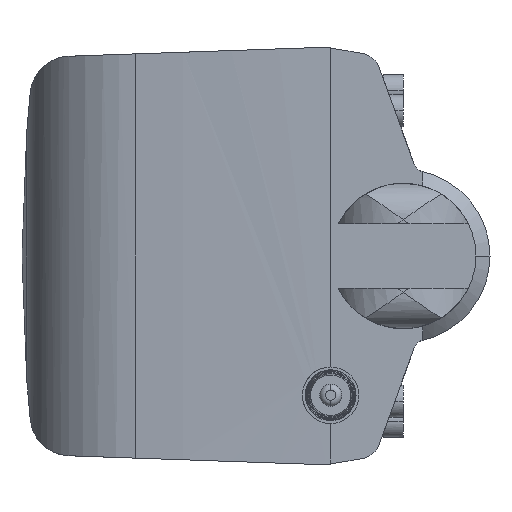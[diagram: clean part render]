
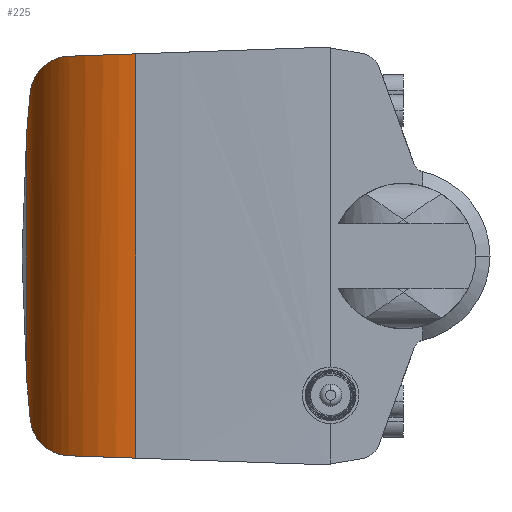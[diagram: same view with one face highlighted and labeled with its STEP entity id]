
A CAD part, left-side view. The second image highlights one B-rep face of the part: STEP entity #225.
In plain terms, the highlighted cylindrical face has radius 30 mm (diameter 60 mm), a partial arc.
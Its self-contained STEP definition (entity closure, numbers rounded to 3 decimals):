
#225 = ADVANCED_FACE( '', ( #503 ), #504, .T. );
#503 = FACE_OUTER_BOUND( '', #833, .T. );
#504 = CYLINDRICAL_SURFACE( '', #834, 30. );
#833 = EDGE_LOOP( '', ( #1728, #1729, #1730, #1731, #1732, #1733, #1734, #1735 ) );
#834 = AXIS2_PLACEMENT_3D( '', #1736, #1737, #1738 );
#1728 = ORIENTED_EDGE( '', *, *, #2385, .F. );
#1729 = ORIENTED_EDGE( '', *, *, #2386, .F. );
#1730 = ORIENTED_EDGE( '', *, *, #2387, .F. );
#1731 = ORIENTED_EDGE( '', *, *, #2341, .F. );
#1732 = ORIENTED_EDGE( '', *, *, #2388, .F. );
#1733 = ORIENTED_EDGE( '', *, *, #2389, .F. );
#1734 = ORIENTED_EDGE( '', *, *, #2390, .F. );
#1735 = ORIENTED_EDGE( '', *, *, #2383, .T. );
#1736 = CARTESIAN_POINT( '', ( 68.197, 63.394, 51.75 ) );
#1737 = DIRECTION( '', ( 0., 0., 1. ) );
#1738 = DIRECTION( '', ( -0.995, 0.097, 0. ) );
#2341 = EDGE_CURVE( '', #2873, #2875, #2876, .T. );
#2383 = EDGE_CURVE( '', #2941, #2938, #2942, .T. );
#2385 = EDGE_CURVE( '', #2944, #2938, #2945, .T. );
#2386 = EDGE_CURVE( '', #2946, #2944, #2947, .T. );
#2387 = EDGE_CURVE( '', #2875, #2946, #2948, .T. );
#2388 = EDGE_CURVE( '', #2949, #2873, #2950, .T. );
#2389 = EDGE_CURVE( '', #2951, #2949, #2952, .T. );
#2390 = EDGE_CURVE( '', #2941, #2951, #2953, .T. );
#2873 = VERTEX_POINT( '', #3776 );
#2875 = VERTEX_POINT( '', #3778 );
#2876 = LINE( '', #3779, #3780 );
#2938 = VERTEX_POINT( '', #3953 );
#2941 = VERTEX_POINT( '', #3967 );
#2942 = LINE( '', #3968, #3969 );
#2944 = VERTEX_POINT( '', #3982 );
#2945 = B_SPLINE_CURVE_WITH_KNOTS( '', 3, ( #3983, #3984, #3985, #3986, #3987, #3988, #3989, #3990, #3991, #3992, #3993, #3994, #3995, #3996 ), .UNSPECIFIED., .F., .F., ( 4, 2, 2, 2, 2, 2, 4 ), ( 1.059, 2.669, 5.337, 8.006, 9.34, 10.675, 12. ), .UNSPECIFIED. );
#2946 = VERTEX_POINT( '', #3997 );
#2947 = B_SPLINE_CURVE_WITH_KNOTS( '', 3, ( #3998, #3999, #4000, #4001, #4002, #4003, #4004, #4005, #4006, #4007, #4008, #4009, #4010, #4011, #4012, #4013, #4014, #4015, #4016, #4017, #4018, #4019 ), .UNSPECIFIED., .F., .F., ( 4, 2, 2, 2, 2, 2, 2, 2, 2, 2, 4 ), ( 16.786, 19.496, 22.66, 25.824, 28.988, 30.484, 31.981, 33.477, 34.973, 36.415, 36.837 ), .UNSPECIFIED. );
#2948 = ELLIPSE( '', #4020, 30.018, 30. );
#2949 = VERTEX_POINT( '', #4021 );
#2950 = ELLIPSE( '', #4022, 30.018, 30. );
#2951 = VERTEX_POINT( '', #4023 );
#2952 = B_SPLINE_CURVE_WITH_KNOTS( '', 3, ( #4024, #4025, #4026, #4027, #4028, #4029, #4030, #4031, #4032, #4033, #4034, #4035, #4036, #4037, #4038, #4039, #4040, #4041, #4042, #4043, #4044, #4045 ), .UNSPECIFIED., .F., .F., ( 4, 2, 2, 2, 2, 2, 2, 2, 2, 2, 4 ), ( 38.856, 39.278, 40.719, 42.216, 43.712, 45.208, 46.705, 49.869, 53.032, 56.196, 58.906 ), .UNSPECIFIED. );
#2953 = B_SPLINE_CURVE_WITH_KNOTS( '', 3, ( #4046, #4047, #4048, #4049, #4050, #4051, #4052, #4053, #4054, #4055, #4056, #4057, #4058, #4059 ), .UNSPECIFIED., .F., .F., ( 4, 2, 2, 2, 2, 2, 4 ), ( 16.023, 17.348, 18.683, 20.017, 22.686, 25.354, 26.964 ), .UNSPECIFIED. );
#3776 = CARTESIAN_POINT( '', ( 38.338, 66.291, 50.099 ) );
#3778 = CARTESIAN_POINT( '', ( 38.338, 66.291, -50.099 ) );
#3779 = CARTESIAN_POINT( '', ( 38.338, 66.291, 51.75 ) );
#3780 = VECTOR( '', #4976, 1. );
#3953 = CARTESIAN_POINT( '', ( 66.345, 93.337, -30.541 ) );
#3967 = CARTESIAN_POINT( '', ( 66.345, 93.337, 30.541 ) );
#3968 = CARTESIAN_POINT( '', ( 66.345, 93.337, 51.75 ) );
#3969 = VECTOR( '', #5040, 1. );
#3982 = CARTESIAN_POINT( '', ( 60.725, 92.448, -40.536 ) );
#3983 = CARTESIAN_POINT( '', ( 60.725, 92.448, -40.536 ) );
#3984 = CARTESIAN_POINT( '', ( 60.928, 92.501, -40.022 ) );
#3985 = CARTESIAN_POINT( '', ( 61.14, 92.553, -39.498 ) );
#3986 = CARTESIAN_POINT( '', ( 61.725, 92.69, -38.093 ) );
#3987 = CARTESIAN_POINT( '', ( 62.113, 92.773, -37.205 ) );
#3988 = CARTESIAN_POINT( '', ( 62.937, 92.932, -35.459 ) );
#3989 = CARTESIAN_POINT( '', ( 63.372, 93.007, -34.6 ) );
#3990 = CARTESIAN_POINT( '', ( 64.075, 93.11, -33.379 ) );
#3991 = CARTESIAN_POINT( '', ( 64.318, 93.143, -32.983 ) );
#3992 = CARTESIAN_POINT( '', ( 64.826, 93.205, -32.224 ) );
#3993 = CARTESIAN_POINT( '', ( 65.092, 93.234, -31.859 ) );
#3994 = CARTESIAN_POINT( '', ( 65.658, 93.288, -31.18 ) );
#3995 = CARTESIAN_POINT( '', ( 65.984, 93.314, -30.834 ) );
#3996 = CARTESIAN_POINT( '', ( 66.345, 93.337, -30.541 ) );
#3997 = CARTESIAN_POINT( '', ( 45.361, 82.849, -49.52 ) );
#3998 = CARTESIAN_POINT( '', ( 45.361, 82.849, -49.52 ) );
#3999 = CARTESIAN_POINT( '', ( 45.951, 83.542, -49.496 ) );
#4000 = CARTESIAN_POINT( '', ( 46.586, 84.222, -49.4 ) );
#4001 = CARTESIAN_POINT( '', ( 48.036, 85.636, -49.054 ) );
#4002 = CARTESIAN_POINT( '', ( 48.864, 86.359, -48.782 ) );
#4003 = CARTESIAN_POINT( '', ( 50.566, 87.69, -48.106 ) );
#4004 = CARTESIAN_POINT( '', ( 51.441, 88.299, -47.703 ) );
#4005 = CARTESIAN_POINT( '', ( 53.182, 89.386, -46.811 ) );
#4006 = CARTESIAN_POINT( '', ( 54.048, 89.864, -46.323 ) );
#4007 = CARTESIAN_POINT( '', ( 55.268, 90.468, -45.576 ) );
#4008 = CARTESIAN_POINT( '', ( 55.679, 90.661, -45.315 ) );
#4009 = CARTESIAN_POINT( '', ( 56.513, 91.029, -44.758 ) );
#4010 = CARTESIAN_POINT( '', ( 56.936, 91.204, -44.462 ) );
#4011 = CARTESIAN_POINT( '', ( 57.771, 91.527, -43.842 ) );
#4012 = CARTESIAN_POINT( '', ( 58.182, 91.676, -43.518 ) );
#4013 = CARTESIAN_POINT( '', ( 58.961, 91.94, -42.845 ) );
#4014 = CARTESIAN_POINT( '', ( 59.33, 92.055, -42.497 ) );
#4015 = CARTESIAN_POINT( '', ( 59.976, 92.247, -41.787 ) );
#4016 = CARTESIAN_POINT( '', ( 60.299, 92.337, -41.379 ) );
#4017 = CARTESIAN_POINT( '', ( 60.609, 92.418, -40.805 ) );
#4018 = CARTESIAN_POINT( '', ( 60.672, 92.435, -40.672 ) );
#4019 = CARTESIAN_POINT( '', ( 60.725, 92.448, -40.536 ) );
#4020 = AXIS2_PLACEMENT_3D( '', #5041, #5042, #5043 );
#4021 = CARTESIAN_POINT( '', ( 45.361, 82.849, 49.52 ) );
#4022 = AXIS2_PLACEMENT_3D( '', #5044, #5045, #5046 );
#4023 = CARTESIAN_POINT( '', ( 60.725, 92.448, 40.536 ) );
#4024 = CARTESIAN_POINT( '', ( 60.725, 92.448, 40.536 ) );
#4025 = CARTESIAN_POINT( '', ( 60.672, 92.435, 40.672 ) );
#4026 = CARTESIAN_POINT( '', ( 60.609, 92.418, 40.805 ) );
#4027 = CARTESIAN_POINT( '', ( 60.299, 92.337, 41.379 ) );
#4028 = CARTESIAN_POINT( '', ( 59.976, 92.247, 41.787 ) );
#4029 = CARTESIAN_POINT( '', ( 59.33, 92.055, 42.497 ) );
#4030 = CARTESIAN_POINT( '', ( 58.961, 91.94, 42.845 ) );
#4031 = CARTESIAN_POINT( '', ( 58.182, 91.676, 43.518 ) );
#4032 = CARTESIAN_POINT( '', ( 57.771, 91.527, 43.842 ) );
#4033 = CARTESIAN_POINT( '', ( 56.936, 91.204, 44.462 ) );
#4034 = CARTESIAN_POINT( '', ( 56.513, 91.029, 44.758 ) );
#4035 = CARTESIAN_POINT( '', ( 55.679, 90.661, 45.315 ) );
#4036 = CARTESIAN_POINT( '', ( 55.268, 90.468, 45.576 ) );
#4037 = CARTESIAN_POINT( '', ( 54.048, 89.864, 46.323 ) );
#4038 = CARTESIAN_POINT( '', ( 53.182, 89.386, 46.811 ) );
#4039 = CARTESIAN_POINT( '', ( 51.441, 88.299, 47.703 ) );
#4040 = CARTESIAN_POINT( '', ( 50.566, 87.69, 48.106 ) );
#4041 = CARTESIAN_POINT( '', ( 48.864, 86.359, 48.782 ) );
#4042 = CARTESIAN_POINT( '', ( 48.036, 85.636, 49.054 ) );
#4043 = CARTESIAN_POINT( '', ( 46.586, 84.222, 49.4 ) );
#4044 = CARTESIAN_POINT( '', ( 45.951, 83.542, 49.496 ) );
#4045 = CARTESIAN_POINT( '', ( 45.361, 82.849, 49.52 ) );
#4046 = CARTESIAN_POINT( '', ( 66.345, 93.337, 30.541 ) );
#4047 = CARTESIAN_POINT( '', ( 65.984, 93.314, 30.834 ) );
#4048 = CARTESIAN_POINT( '', ( 65.658, 93.288, 31.18 ) );
#4049 = CARTESIAN_POINT( '', ( 65.092, 93.234, 31.859 ) );
#4050 = CARTESIAN_POINT( '', ( 64.826, 93.205, 32.224 ) );
#4051 = CARTESIAN_POINT( '', ( 64.318, 93.143, 32.983 ) );
#4052 = CARTESIAN_POINT( '', ( 64.075, 93.11, 33.379 ) );
#4053 = CARTESIAN_POINT( '', ( 63.372, 93.007, 34.6 ) );
#4054 = CARTESIAN_POINT( '', ( 62.937, 92.932, 35.459 ) );
#4055 = CARTESIAN_POINT( '', ( 62.113, 92.773, 37.205 ) );
#4056 = CARTESIAN_POINT( '', ( 61.725, 92.69, 38.093 ) );
#4057 = CARTESIAN_POINT( '', ( 61.14, 92.553, 39.498 ) );
#4058 = CARTESIAN_POINT( '', ( 60.928, 92.501, 40.022 ) );
#4059 = CARTESIAN_POINT( '', ( 60.725, 92.448, 40.536 ) );
#4976 = DIRECTION( '', ( 0., 0., -1. ) );
#5040 = DIRECTION( '', ( 0., 0., -1. ) );
#5041 = CARTESIAN_POINT( '', ( 68.197, 63.394, -50.2 ) );
#5042 = DIRECTION( '', ( 0., 0.035, -0.999 ) );
#5043 = DIRECTION( '', ( 0., 0.999, 0.035 ) );
#5044 = CARTESIAN_POINT( '', ( 68.197, 63.394, 50.2 ) );
#5045 = DIRECTION( '', ( 0., 0.035, 0.999 ) );
#5046 = DIRECTION( '', ( 0., 0.999, -0.035 ) );
